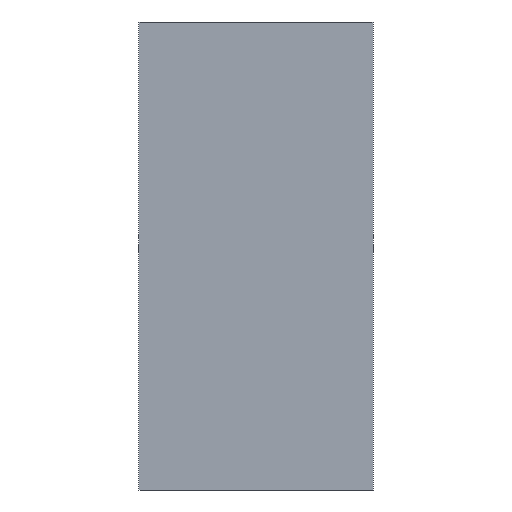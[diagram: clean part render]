
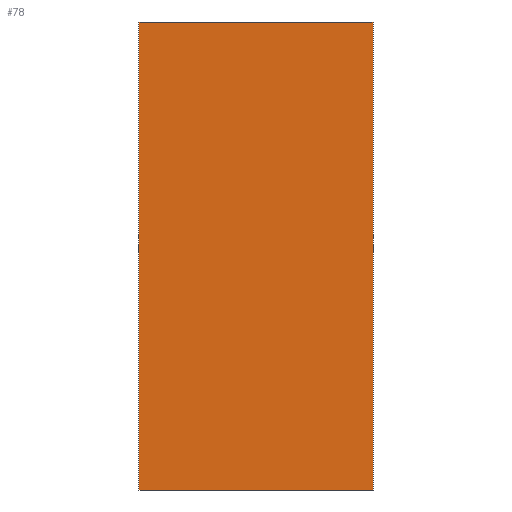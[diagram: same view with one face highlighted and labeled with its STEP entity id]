
A CAD part, left-side view. The second image highlights one B-rep face of the part: STEP entity #78.
In plain terms, the highlighted planar face has unit normal (-1, 0, 0).
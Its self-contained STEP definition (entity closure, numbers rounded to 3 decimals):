
#10 = VECTOR ( 'NONE', #1367, 1000. ) ;
#13 = ORIENTED_EDGE ( 'NONE', *, *, #443, .T. ) ;
#26 = ORIENTED_EDGE ( 'NONE', *, *, #173, .F. ) ;
#40 = CARTESIAN_POINT ( 'NONE',  ( -20., -22.5, 45. ) ) ;
#69 = ORIENTED_EDGE ( 'NONE', *, *, #1242, .T. ) ;
#73 = ORIENTED_EDGE ( 'NONE', *, *, #844, .T. ) ;
#78 = ADVANCED_FACE ( 'NONE', ( #827 ), #296, .T. ) ;
#86 = CARTESIAN_POINT ( 'NONE',  ( -20., -22.5, 0. ) ) ;
#94 = ORIENTED_EDGE ( 'NONE', *, *, #350, .T. ) ;
#128 = VERTEX_POINT ( 'NONE', #324 ) ;
#173 = EDGE_CURVE ( 'NONE', #128, #297, #963, .T. ) ;
#195 = VECTOR ( 'NONE', #1121, 1000. ) ;
#206 = LINE ( 'NONE', #735, #941 ) ;
#229 = CARTESIAN_POINT ( 'NONE',  ( -20., -22.5, 45. ) ) ;
#245 = VECTOR ( 'NONE', #333, 1000. ) ;
#296 = PLANE ( 'NONE',  #612 ) ;
#297 = VERTEX_POINT ( 'NONE', #1228 ) ;
#317 = LINE ( 'NONE', #1338, #10 ) ;
#324 = CARTESIAN_POINT ( 'NONE',  ( -20., -4., 0. ) ) ;
#333 = DIRECTION ( 'NONE',  ( 0., 1., 0. ) ) ;
#348 = DIRECTION ( 'NONE',  ( 0., 1., 0. ) ) ;
#350 = EDGE_CURVE ( 'NONE', #630, #891, #206, .T. ) ;
#443 = EDGE_CURVE ( 'NONE', #486, #630, #317, .T. ) ;
#448 = VECTOR ( 'NONE', #1128, 1000. ) ;
#481 = CARTESIAN_POINT ( 'NONE',  ( -20., -4., 45. ) ) ;
#486 = VERTEX_POINT ( 'NONE', #1183 ) ;
#520 = DIRECTION ( 'NONE',  ( 0., -1., 0. ) ) ;
#608 = LINE ( 'NONE', #623, #448 ) ;
#612 = AXIS2_PLACEMENT_3D ( 'NONE', #1046, #924, #520 ) ;
#615 = CARTESIAN_POINT ( 'NONE',  ( -20., 0., 45. ) ) ;
#623 = CARTESIAN_POINT ( 'NONE',  ( -20., -19.5, 45. ) ) ;
#625 = DIRECTION ( 'NONE',  ( 0., 1., 0. ) ) ;
#630 = VERTEX_POINT ( 'NONE', #481 ) ;
#672 = LINE ( 'NONE', #229, #1037 ) ;
#691 = EDGE_LOOP ( 'NONE', ( #1079, #69, #1165, #853, #13, #94, #73, #26 ) ) ;
#720 = VECTOR ( 'NONE', #348, 1000. ) ;
#731 = VERTEX_POINT ( 'NONE', #40 ) ;
#735 = CARTESIAN_POINT ( 'NONE',  ( -20., 0., 45. ) ) ;
#766 = EDGE_CURVE ( 'NONE', #486, #731, #608, .T. ) ;
#827 = FACE_OUTER_BOUND ( 'NONE', #691, .T. ) ;
#844 = EDGE_CURVE ( 'NONE', #891, #297, #1022, .T. ) ;
#853 = ORIENTED_EDGE ( 'NONE', *, *, #766, .F. ) ;
#873 = CARTESIAN_POINT ( 'NONE',  ( -20., 0., 45. ) ) ;
#891 = VERTEX_POINT ( 'NONE', #873 ) ;
#908 = VECTOR ( 'NONE', #1336, 1000. ) ;
#924 = DIRECTION ( 'NONE',  ( -1., 0., 0. ) ) ;
#926 = LINE ( 'NONE', #86, #908 ) ;
#941 = VECTOR ( 'NONE', #625, 1000. ) ;
#957 = DIRECTION ( 'NONE',  ( 0., 0., -1. ) ) ;
#963 = LINE ( 'NONE', #1293, #720 ) ;
#1022 = LINE ( 'NONE', #615, #195 ) ;
#1037 = VECTOR ( 'NONE', #957, 1000. ) ;
#1046 = CARTESIAN_POINT ( 'NONE',  ( -20., -19.5, 45. ) ) ;
#1063 = VERTEX_POINT ( 'NONE', #1107 ) ;
#1079 = ORIENTED_EDGE ( 'NONE', *, *, #1303, .F. ) ;
#1100 = CARTESIAN_POINT ( 'NONE',  ( -20., -22.5, 0. ) ) ;
#1107 = CARTESIAN_POINT ( 'NONE',  ( -20., -19.5, 0. ) ) ;
#1116 = VERTEX_POINT ( 'NONE', #1100 ) ;
#1121 = DIRECTION ( 'NONE',  ( 0., 0., -1. ) ) ;
#1128 = DIRECTION ( 'NONE',  ( 0., -1., 0. ) ) ;
#1165 = ORIENTED_EDGE ( 'NONE', *, *, #1344, .F. ) ;
#1183 = CARTESIAN_POINT ( 'NONE',  ( -20., -19.5, 45. ) ) ;
#1201 = CARTESIAN_POINT ( 'NONE',  ( -20., -19.5, 0. ) ) ;
#1228 = CARTESIAN_POINT ( 'NONE',  ( -20., 0., 0. ) ) ;
#1242 = EDGE_CURVE ( 'NONE', #1063, #1116, #926, .T. ) ;
#1278 = LINE ( 'NONE', #1201, #245 ) ;
#1293 = CARTESIAN_POINT ( 'NONE',  ( -20., -19.5, 0. ) ) ;
#1303 = EDGE_CURVE ( 'NONE', #1063, #128, #1278, .T. ) ;
#1336 = DIRECTION ( 'NONE',  ( 0., -1., 0. ) ) ;
#1338 = CARTESIAN_POINT ( 'NONE',  ( -20., -19.5, 45. ) ) ;
#1344 = EDGE_CURVE ( 'NONE', #731, #1116, #672, .T. ) ;
#1367 = DIRECTION ( 'NONE',  ( 0., 1., 0. ) ) ;
